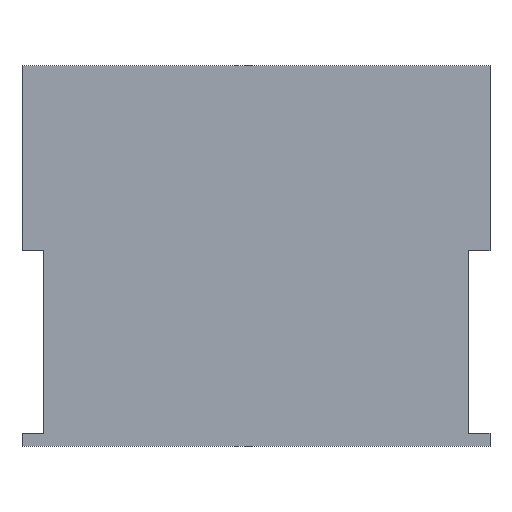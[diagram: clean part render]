
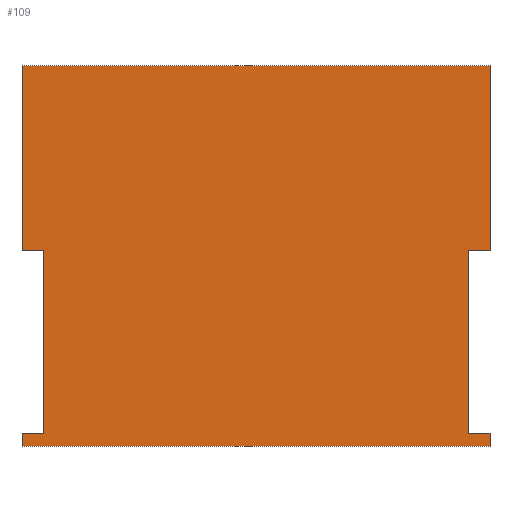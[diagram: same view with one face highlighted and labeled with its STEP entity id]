
A CAD part, top view. The second image highlights one B-rep face of the part: STEP entity #109.
In plain terms, the highlighted planar face has unit normal (0, 0, 1).
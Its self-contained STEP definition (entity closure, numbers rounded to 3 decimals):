
#1 = VERTEX_POINT ( 'NONE', #323 ) ;
#2 = CARTESIAN_POINT ( 'NONE',  ( -21.5, 18., 0.7 ) ) ;
#3 = VERTEX_POINT ( 'NONE', #353 ) ;
#5 = CARTESIAN_POINT ( 'NONE',  ( -21.5, 0., 0.7 ) ) ;
#6 = LINE ( 'NONE', #39, #93 ) ;
#11 = VECTOR ( 'NONE', #337, 1000. ) ;
#12 = EDGE_CURVE ( 'NONE', #241, #443, #6, .T. ) ;
#14 = DIRECTION ( 'NONE',  ( -1., 0., 0. ) ) ;
#15 = LINE ( 'NONE', #97, #205 ) ;
#16 = EDGE_CURVE ( 'NONE', #1, #3, #149, .T. ) ;
#17 = VECTOR ( 'NONE', #387, 1000. ) ;
#23 = LINE ( 'NONE', #375, #238 ) ;
#29 = DIRECTION ( 'NONE',  ( -1., 0., 0. ) ) ;
#32 = EDGE_CURVE ( 'NONE', #207, #208, #79, .T. ) ;
#38 = LINE ( 'NONE', #71, #447 ) ;
#39 = CARTESIAN_POINT ( 'NONE',  ( -21.5, 0., 0.7 ) ) ;
#45 = CARTESIAN_POINT ( 'NONE',  ( -21.5, 0., 0.7 ) ) ;
#64 = VECTOR ( 'NONE', #114, 1000. ) ;
#66 = LINE ( 'NONE', #171, #219 ) ;
#71 = CARTESIAN_POINT ( 'NONE',  ( 19.5, 2.4, 0.7 ) ) ;
#76 = DIRECTION ( 'NONE',  ( 0., 1., 0. ) ) ;
#79 = LINE ( 'NONE', #214, #349 ) ;
#84 = DIRECTION ( 'NONE',  ( 0., 0., -1. ) ) ;
#89 = DIRECTION ( 'NONE',  ( 0., 1., 0. ) ) ;
#93 = VECTOR ( 'NONE', #76, 1000. ) ;
#97 = CARTESIAN_POINT ( 'NONE',  ( -19.5, 1.2, 0.7 ) ) ;
#104 = CARTESIAN_POINT ( 'NONE',  ( -19.5, 18., 0.7 ) ) ;
#109 = ADVANCED_FACE ( 'NONE', ( #255 ), #360, .F. ) ;
#114 = DIRECTION ( 'NONE',  ( 0., 1., 0. ) ) ;
#117 = CARTESIAN_POINT ( 'NONE',  ( -21.5, 18., 0.7 ) ) ;
#125 = ORIENTED_EDGE ( 'NONE', *, *, #12, .F. ) ;
#128 = CARTESIAN_POINT ( 'NONE',  ( 21.5, 35., 0.7 ) ) ;
#134 = ORIENTED_EDGE ( 'NONE', *, *, #251, .T. ) ;
#135 = EDGE_CURVE ( 'NONE', #316, #245, #270, .T. ) ;
#141 = ORIENTED_EDGE ( 'NONE', *, *, #135, .T. ) ;
#144 = CARTESIAN_POINT ( 'NONE',  ( 19.5, 18., 0.7 ) ) ;
#145 = AXIS2_PLACEMENT_3D ( 'NONE', #45, #84, #14 ) ;
#149 = LINE ( 'NONE', #389, #64 ) ;
#158 = DIRECTION ( 'NONE',  ( -1., 0., 0. ) ) ;
#163 = EDGE_CURVE ( 'NONE', #201, #443, #23, .T. ) ;
#170 = ORIENTED_EDGE ( 'NONE', *, *, #163, .T. ) ;
#171 = CARTESIAN_POINT ( 'NONE',  ( 21.5, 0., 0.7 ) ) ;
#185 = EDGE_CURVE ( 'NONE', #287, #316, #66, .T. ) ;
#188 = ORIENTED_EDGE ( 'NONE', *, *, #381, .T. ) ;
#196 = EDGE_CURVE ( 'NONE', #334, #204, #436, .T. ) ;
#197 = VECTOR ( 'NONE', #242, 1000. ) ;
#200 = CARTESIAN_POINT ( 'NONE',  ( -19.5, 18., 0.7 ) ) ;
#201 = VERTEX_POINT ( 'NONE', #128 ) ;
#204 = VERTEX_POINT ( 'NONE', #288 ) ;
#205 = VECTOR ( 'NONE', #158, 1000. ) ;
#207 = VERTEX_POINT ( 'NONE', #144 ) ;
#208 = VERTEX_POINT ( 'NONE', #215 ) ;
#210 = CARTESIAN_POINT ( 'NONE',  ( 21.5, 0., 0.7 ) ) ;
#213 = LINE ( 'NONE', #5, #326 ) ;
#214 = CARTESIAN_POINT ( 'NONE',  ( 19.5, 18., 0.7 ) ) ;
#215 = CARTESIAN_POINT ( 'NONE',  ( 21.5, 18., 0.7 ) ) ;
#219 = VECTOR ( 'NONE', #309, 1000. ) ;
#233 = CARTESIAN_POINT ( 'NONE',  ( -21.5, 35., 0.7 ) ) ;
#238 = VECTOR ( 'NONE', #29, 1000. ) ;
#241 = VERTEX_POINT ( 'NONE', #2 ) ;
#242 = DIRECTION ( 'NONE',  ( 0., -1., 0. ) ) ;
#243 = EDGE_CURVE ( 'NONE', #245, #207, #38, .T. ) ;
#245 = VERTEX_POINT ( 'NONE', #290 ) ;
#251 = EDGE_CURVE ( 'NONE', #241, #334, #285, .T. ) ;
#255 = FACE_OUTER_BOUND ( 'NONE', #368, .T. ) ;
#260 = EDGE_CURVE ( 'NONE', #287, #1, #213, .T. ) ;
#270 = LINE ( 'NONE', #405, #11 ) ;
#282 = DIRECTION ( 'NONE',  ( -1., 0., 0. ) ) ;
#285 = LINE ( 'NONE', #117, #17 ) ;
#287 = VERTEX_POINT ( 'NONE', #210 ) ;
#288 = CARTESIAN_POINT ( 'NONE',  ( -19.5, 1.2, 0.7 ) ) ;
#289 = DIRECTION ( 'NONE',  ( 1., 0., 0. ) ) ;
#290 = CARTESIAN_POINT ( 'NONE',  ( 19.5, 1.2, 0.7 ) ) ;
#309 = DIRECTION ( 'NONE',  ( 0., 1., 0. ) ) ;
#310 = ORIENTED_EDGE ( 'NONE', *, *, #185, .T. ) ;
#316 = VERTEX_POINT ( 'NONE', #365 ) ;
#323 = CARTESIAN_POINT ( 'NONE',  ( -21.5, 0., 0.7 ) ) ;
#326 = VECTOR ( 'NONE', #282, 1000. ) ;
#332 = LINE ( 'NONE', #333, #383 ) ;
#333 = CARTESIAN_POINT ( 'NONE',  ( 21.5, 0., 0.7 ) ) ;
#334 = VERTEX_POINT ( 'NONE', #200 ) ;
#337 = DIRECTION ( 'NONE',  ( -1., 0., 0. ) ) ;
#349 = VECTOR ( 'NONE', #289, 1000. ) ;
#353 = CARTESIAN_POINT ( 'NONE',  ( -21.5, 1.2, 0.7 ) ) ;
#357 = ORIENTED_EDGE ( 'NONE', *, *, #196, .T. ) ;
#360 = PLANE ( 'NONE',  #145 ) ;
#365 = CARTESIAN_POINT ( 'NONE',  ( 21.5, 1.2, 0.7 ) ) ;
#368 = EDGE_LOOP ( 'NONE', ( #134, #357, #444, #414, #419, #310, #141, #446, #430, #188, #170, #125 ) ) ;
#375 = CARTESIAN_POINT ( 'NONE',  ( -21.5, 35., 0.7 ) ) ;
#381 = EDGE_CURVE ( 'NONE', #208, #201, #332, .T. ) ;
#383 = VECTOR ( 'NONE', #89, 1000. ) ;
#385 = DIRECTION ( 'NONE',  ( 0., 1., 0. ) ) ;
#387 = DIRECTION ( 'NONE',  ( 1., 0., 0. ) ) ;
#388 = EDGE_CURVE ( 'NONE', #204, #3, #15, .T. ) ;
#389 = CARTESIAN_POINT ( 'NONE',  ( -21.5, 0., 0.7 ) ) ;
#405 = CARTESIAN_POINT ( 'NONE',  ( 21.5, 1.2, 0.7 ) ) ;
#414 = ORIENTED_EDGE ( 'NONE', *, *, #16, .F. ) ;
#419 = ORIENTED_EDGE ( 'NONE', *, *, #260, .F. ) ;
#430 = ORIENTED_EDGE ( 'NONE', *, *, #32, .T. ) ;
#436 = LINE ( 'NONE', #104, #197 ) ;
#443 = VERTEX_POINT ( 'NONE', #233 ) ;
#444 = ORIENTED_EDGE ( 'NONE', *, *, #388, .T. ) ;
#446 = ORIENTED_EDGE ( 'NONE', *, *, #243, .T. ) ;
#447 = VECTOR ( 'NONE', #385, 1000. ) ;
